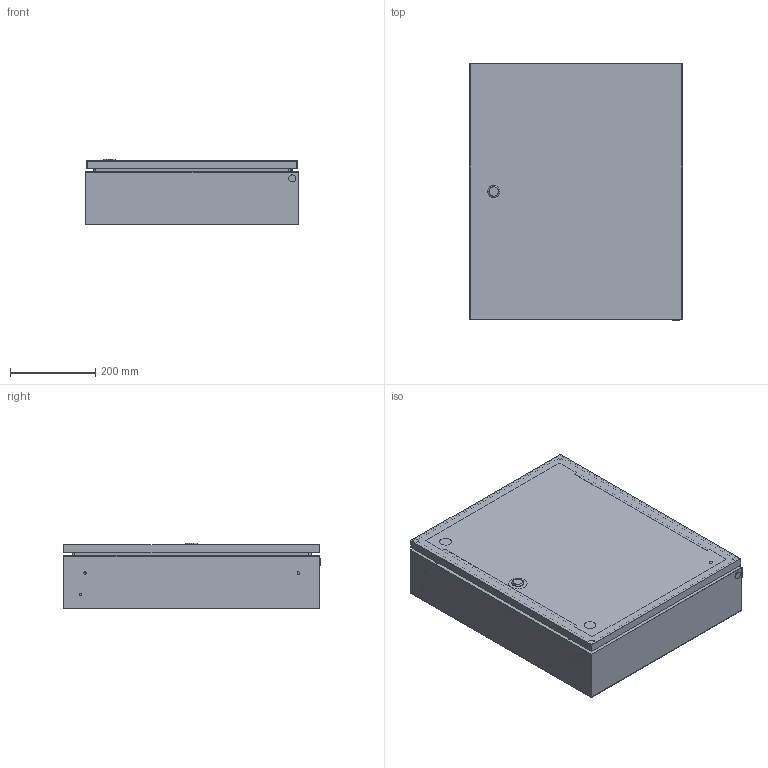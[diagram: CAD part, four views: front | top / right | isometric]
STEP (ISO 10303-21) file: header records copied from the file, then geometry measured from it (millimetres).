
FILE_DESCRIPTION (( 'STEP AP214' ), '1' );
FILE_NAME ('TI5-10-N-060-050-015-66.STEP', '2023-05-10T04:52:19', ( '' ), ( '' ), 'SwSTEP 2.0', 'SolidWorks 2022', '' );
FILE_SCHEMA (( 'AUTOMOTIVE_DESIGN' ));
Length unit declared in the file: millimetre
Products named in the file (4): Дверь_600x500; Панель_600х500; Оболочка_600х500х150; TI5-10-N-060-050-015-66
Assembly tree (3 placements, depth 2):
  TI5-10-N-060-050-015-66
    Оболочка_600х500х150
    Дверь_600x500
    Панель_600х500
Bounding box: 500 x 602 x 154.1 mm (x, y, z)
Volume: 1977802.1 mm3; surface area: 2645759.9 mm2
Topology: 3 solids, 3 shells, 350 faces, 872 edges, 563 vertices
Faces by surface type: plane 194, cylinder 138, torus 10, cone 8
Entity records: 11064 total; most frequent: CARTESIAN_POINT 2187, DIRECTION 1866, ORIENTED_EDGE 1744, EDGE_CURVE 872, AXIS2_PLACEMENT_3D 650, VECTOR 566, LINE 566, VERTEX_POINT 563
